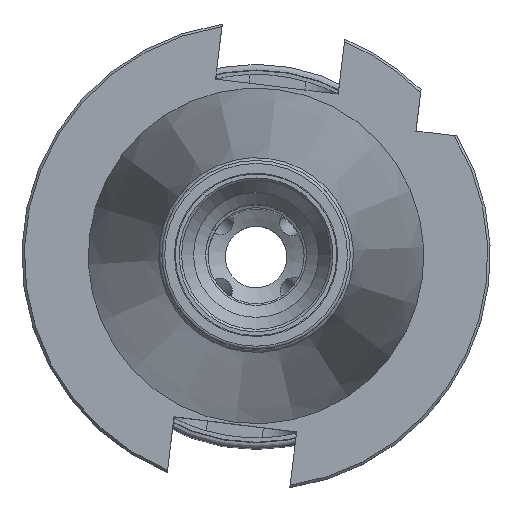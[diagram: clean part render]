
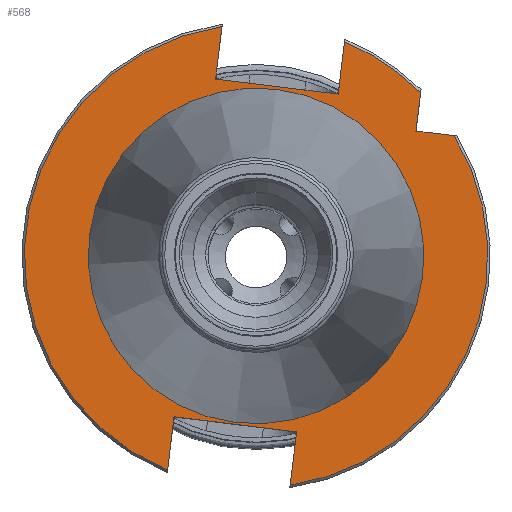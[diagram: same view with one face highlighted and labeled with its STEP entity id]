
A CAD part, top view. The second image highlights one B-rep face of the part: STEP entity #568.
In plain terms, the highlighted planar face has unit normal (0, 0, 1).
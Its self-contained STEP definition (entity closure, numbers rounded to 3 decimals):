
#401=PLANE('',#4426);
#568=ADVANCED_FACE('',(#1385,#1386),#401,.T.);
#899=LINE('',#7476,#1089);
#900=LINE('',#7478,#1090);
#901=LINE('',#7479,#1091);
#902=LINE('',#7481,#1092);
#903=LINE('',#7483,#1093);
#904=LINE('',#7484,#1094);
#905=LINE('',#7486,#1095);
#906=LINE('',#7488,#1096);
#1089=VECTOR('',#5309,1.);
#1090=VECTOR('',#5310,1.);
#1091=VECTOR('',#5311,1.);
#1092=VECTOR('',#5312,1.);
#1093=VECTOR('',#5313,1.);
#1094=VECTOR('',#5314,1.);
#1095=VECTOR('',#5315,1.);
#1096=VECTOR('',#5316,1.);
#1385=FACE_BOUND('',#1682,.T.);
#1386=FACE_BOUND('',#1683,.T.);
#1682=EDGE_LOOP('',(#2438,#2439,#2440,#2441,#2442,#2443,#2444,#2445,#2446,
#2447,#2448));
#1683=EDGE_LOOP('',(#2449));
#2438=ORIENTED_EDGE('',*,*,#3710,.F.);
#2439=ORIENTED_EDGE('',*,*,#3711,.F.);
#2440=ORIENTED_EDGE('',*,*,#3676,.F.);
#2441=ORIENTED_EDGE('',*,*,#3712,.F.);
#2442=ORIENTED_EDGE('',*,*,#3713,.F.);
#2443=ORIENTED_EDGE('',*,*,#3714,.F.);
#2444=ORIENTED_EDGE('',*,*,#3709,.F.);
#2445=ORIENTED_EDGE('',*,*,#3715,.T.);
#2446=ORIENTED_EDGE('',*,*,#3716,.T.);
#2447=ORIENTED_EDGE('',*,*,#3717,.T.);
#2448=ORIENTED_EDGE('',*,*,#3642,.F.);
#2449=ORIENTED_EDGE('',*,*,#3718,.T.);
#3192=VERTEX_POINT('',#7150);
#3193=VERTEX_POINT('',#7152);
#3214=VERTEX_POINT('',#7312);
#3215=VERTEX_POINT('',#7317);
#3236=VERTEX_POINT('',#7468);
#3237=VERTEX_POINT('',#7473);
#3238=VERTEX_POINT('',#7477);
#3239=VERTEX_POINT('',#7480);
#3240=VERTEX_POINT('',#7482);
#3241=VERTEX_POINT('',#7485);
#3242=VERTEX_POINT('',#7487);
#3243=VERTEX_POINT('',#7490);
#3642=EDGE_CURVE('',#3192,#3193,#4032,.T.);
#3676=EDGE_CURVE('',#3215,#3214,#4043,.T.);
#3709=EDGE_CURVE('',#3237,#3236,#4054,.T.);
#3710=EDGE_CURVE('',#3238,#3192,#899,.T.);
#3711=EDGE_CURVE('',#3214,#3238,#900,.T.);
#3712=EDGE_CURVE('',#3239,#3215,#901,.T.);
#3713=EDGE_CURVE('',#3240,#3239,#902,.T.);
#3714=EDGE_CURVE('',#3236,#3240,#903,.T.);
#3715=EDGE_CURVE('',#3237,#3241,#904,.T.);
#3716=EDGE_CURVE('',#3241,#3242,#905,.T.);
#3717=EDGE_CURVE('',#3242,#3193,#906,.T.);
#3718=EDGE_CURVE('',#3243,#3243,#4055,.T.);
#4032=CIRCLE('',#4379,48.225);
#4043=CIRCLE('',#4401,48.225);
#4054=CIRCLE('',#4423,48.225);
#4055=CIRCLE('',#4425,34.645);
#4379=AXIS2_PLACEMENT_3D('',#7151,#5197,#5198);
#4401=AXIS2_PLACEMENT_3D('',#7318,#5251,#5252);
#4423=AXIS2_PLACEMENT_3D('',#7474,#5305,#5306);
#4425=AXIS2_PLACEMENT_3D('',#7489,#5317,#5318);
#4426=AXIS2_PLACEMENT_3D('',#7491,#5319,#5320);
#5197=DIRECTION('',(0.,0.,-1.));
#5198=DIRECTION('',(0.122,0.993,0.));
#5251=DIRECTION('',(0.,0.,-1.));
#5252=DIRECTION('',(0.122,0.993,0.));
#5305=DIRECTION('',(0.,0.,-1.));
#5306=DIRECTION('',(0.122,0.993,0.));
#5309=DIRECTION('',(0.993,-0.122,0.));
#5310=DIRECTION('',(-0.122,-0.993,0.));
#5311=DIRECTION('',(0.122,0.993,0.));
#5312=DIRECTION('',(0.993,-0.122,0.));
#5313=DIRECTION('',(-0.122,-0.993,0.));
#5314=DIRECTION('',(0.122,0.993,0.));
#5315=DIRECTION('',(0.993,-0.122,0.));
#5316=DIRECTION('',(-0.122,-0.993,0.));
#5317=DIRECTION('',(0.,0.,-1.));
#5318=DIRECTION('',(0.122,0.993,0.));
#5319=DIRECTION('',(0.,0.,1.));
#5320=DIRECTION('',(-0.122,-0.993,0.));
#7150=CARTESIAN_POINT('',(41.232,25.012,-3.2));
#7151=CARTESIAN_POINT('',(0.,0.,-3.2));
#7152=CARTESIAN_POINT('',(7.09,-47.701,-3.2));
#7312=CARTESIAN_POINT('',(34.243,33.956,-3.2));
#7317=CARTESIAN_POINT('',(18.419,44.569,-3.2));
#7318=CARTESIAN_POINT('',(0.,0.,-3.2));
#7468=CARTESIAN_POINT('',(-7.09,47.701,-3.2));
#7473=CARTESIAN_POINT('',(-18.419,-44.569,-3.2));
#7474=CARTESIAN_POINT('',(0.,0.,-3.2));
#7476=CARTESIAN_POINT('',(3.638,29.628,-3.2));
#7477=CARTESIAN_POINT('',(33.265,25.99,-3.2));
#7478=CARTESIAN_POINT('',(23.75,-51.503,-3.2));
#7479=CARTESIAN_POINT('',(6.877,-49.432,-3.2));
#7480=CARTESIAN_POINT('',(17.081,33.669,-3.2));
#7481=CARTESIAN_POINT('',(4.326,35.235,-3.2));
#7482=CARTESIAN_POINT('',(-8.428,36.801,-3.2));
#7483=CARTESIAN_POINT('',(-18.631,-46.3,-3.2));
#7484=CARTESIAN_POINT('',(-18.631,-46.3,-3.2));
#7485=CARTESIAN_POINT('',(-17.056,-33.471,-3.2));
#7486=CARTESIAN_POINT('',(-4.302,-35.037,-3.2));
#7487=CARTESIAN_POINT('',(8.452,-36.603,-3.2));
#7488=CARTESIAN_POINT('',(6.877,-49.432,-3.2));
#7489=CARTESIAN_POINT('',(0.,0.,-3.2));
#7490=CARTESIAN_POINT('',(4.222,34.387,-3.2));
#7491=CARTESIAN_POINT('',(-5.877,-47.866,-3.2));
